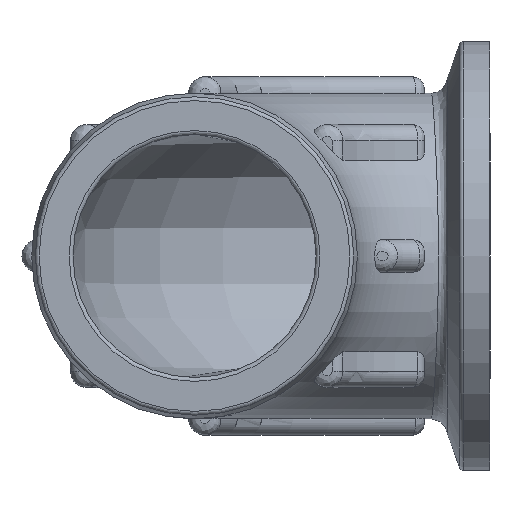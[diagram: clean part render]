
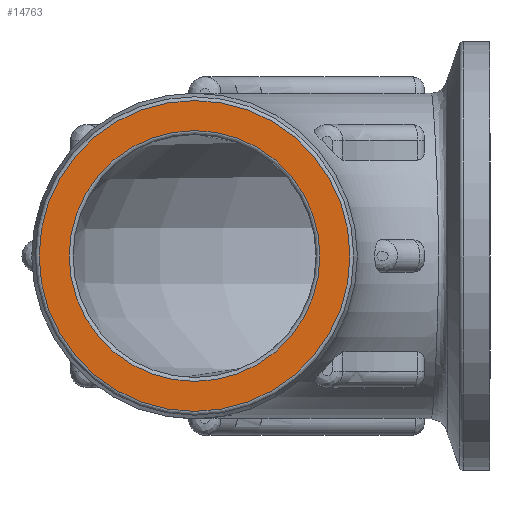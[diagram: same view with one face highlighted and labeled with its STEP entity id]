
A CAD part, left-side view. The second image highlights one B-rep face of the part: STEP entity #14763.
In plain terms, the highlighted planar face has unit normal (-1, 0, 0).
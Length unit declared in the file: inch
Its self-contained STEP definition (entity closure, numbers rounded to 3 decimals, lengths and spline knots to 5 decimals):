
#14721=CARTESIAN_POINT('',(-1.875,1.18349,0.0));
#14722=VERTEX_POINT('',#14721);
#14723=CARTESIAN_POINT('',(-1.875,0.0,0.0));
#14724=DIRECTION('',(1.0,0.0,0.0));
#14725=DIRECTION('',(0.0,-1.0,0.0));
#14726=AXIS2_PLACEMENT_3D('',#14723,#14724,#14725);
#14727=CIRCLE('',#14726,1.18349);
#14728=EDGE_CURVE('',#14722,#14722,#14727,.T.);
#14744=CARTESIAN_POINT('',(-1.875,1.06575,0.0));
#14745=DIRECTION('',(-1.0,0.0,0.0));
#14746=DIRECTION('',(0.0,0.0,1.0));
#14747=AXIS2_PLACEMENT_3D('',#14744,#14745,#14746);
#14748=PLANE('',#14747);
#14749=ORIENTED_EDGE('',*,*,#14728,.F.);
#14750=EDGE_LOOP('',(#14749));
#14751=FACE_OUTER_BOUND('',#14750,.T.);
#14752=CARTESIAN_POINT('',(-1.875,0.955,0.));
#14753=VERTEX_POINT('',#14752);
#14754=CARTESIAN_POINT('',(-1.875,0.0,0.0));
#14755=DIRECTION('',(-1.0,0.0,0.0));
#14756=DIRECTION('',(0.0,-1.0,0.0));
#14757=AXIS2_PLACEMENT_3D('',#14754,#14755,#14756);
#14758=CIRCLE('',#14757,0.955);
#14759=EDGE_CURVE('',#14753,#14753,#14758,.T.);
#14760=ORIENTED_EDGE('',*,*,#14759,.F.);
#14761=EDGE_LOOP('',(#14760));
#14762=FACE_BOUND('',#14761,.T.);
#14763=ADVANCED_FACE('',(#14751,#14762),#14748,.T.);
